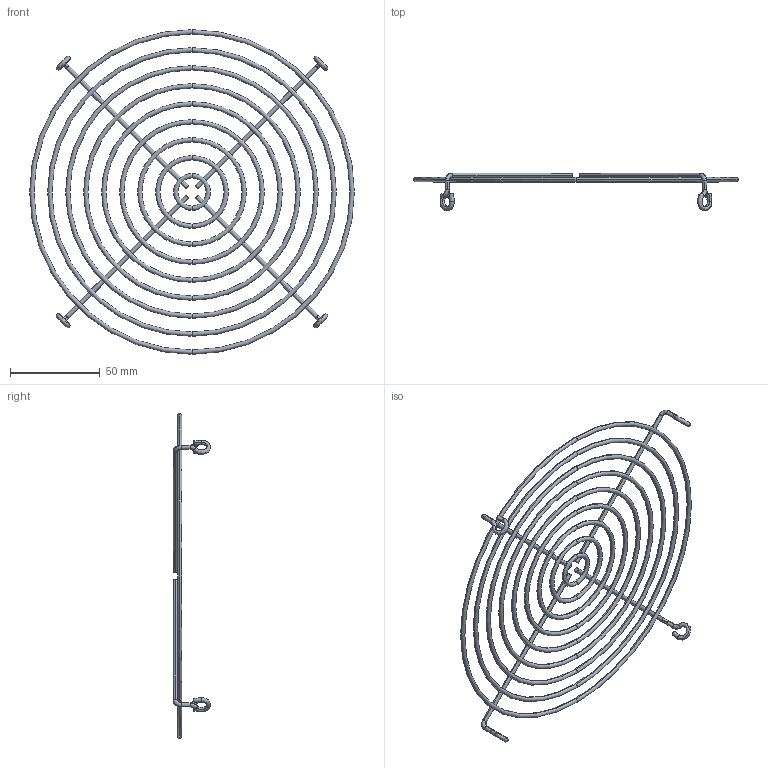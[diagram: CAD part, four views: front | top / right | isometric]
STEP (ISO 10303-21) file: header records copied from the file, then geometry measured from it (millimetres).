
FILE_DESCRIPTION (( 'STEP AP203' ), '1' );
FILE_NAME ('5RE2552.STEP', '2022-03-11T16:01:36', ( '' ), ( '' ), 'SwSTEP 2.0', 'SolidWorks 2018', '' );
FILE_SCHEMA (( 'CONFIG_CONTROL_DESIGN' ));
Length unit declared in the file: millimetre
Products named in the file (1): 5RE2552
Bounding box: 180.4 x 20.83 x 180.4 mm (x, y, z)
Volume: 14858.7 mm3; surface area: 24798.3 mm2
Topology: 6 solids, 6 shells, 92 faces, 248 edges, 164 vertices
Faces by surface type: torus 52, cylinder 24, bspline 8, plane 8
Entity records: 6607 total; most frequent: CARTESIAN_POINT 4129, DIRECTION 530, ORIENTED_EDGE 496, AXIS2_PLACEMENT_3D 253, EDGE_CURVE 248, CIRCLE 168, VERTEX_POINT 164, EDGE_LOOP 124
